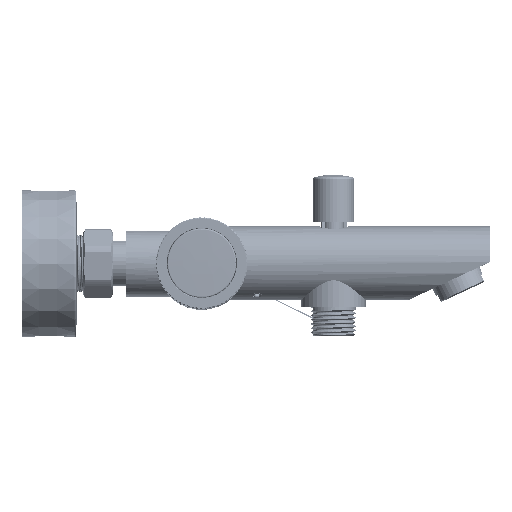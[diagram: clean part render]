
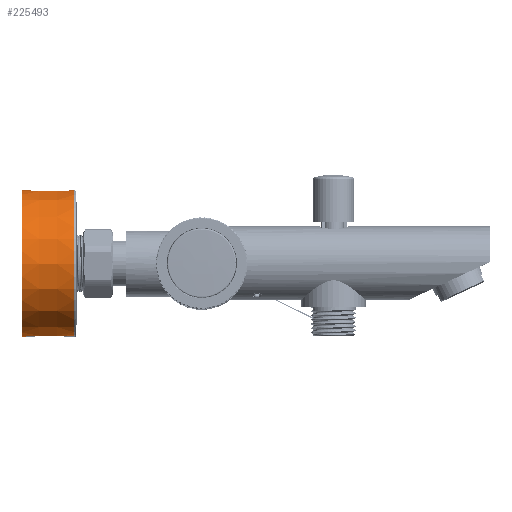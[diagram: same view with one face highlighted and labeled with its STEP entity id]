
A CAD part, top view. The second image highlights one B-rep face of the part: STEP entity #225493.
In plain terms, the highlighted conical face has half-angle 0.344 degrees and reference radius 33.75 mm.
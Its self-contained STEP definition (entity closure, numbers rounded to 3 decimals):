
#12960 = ORIENTED_EDGE ( 'NONE', *, *, #202726, .F. ) ;
#43761 = VERTEX_POINT ( 'NONE', #191938 ) ;
#68328 = CARTESIAN_POINT ( 'NONE',  ( -58.595, 0., 79.5 ) ) ;
#71887 = AXIS2_PLACEMENT_3D ( 'NONE', #68328, #87396, #230207 ) ;
#85163 = DIRECTION ( 'NONE',  ( 0., -0.351, 0.936 ) ) ;
#87396 = DIRECTION ( 'NONE',  ( -1., 0., 0. ) ) ;
#95030 = AXIS2_PLACEMENT_3D ( 'NONE', #188502, #226633, #85163 ) ;
#104647 = DIRECTION ( 'NONE',  ( -1., 0., 0. ) ) ;
#105551 = FACE_OUTER_BOUND ( 'NONE', #109490, .T. ) ;
#109490 = EDGE_LOOP ( 'NONE', ( #12960 ) ) ;
#127032 = VERTEX_POINT ( 'NONE', #234411 ) ;
#128318 = CIRCLE ( 'NONE', #71887, 33.606 ) ;
#141407 = EDGE_CURVE ( 'NONE', #127032, #127032, #128318, .T. ) ;
#147647 = FACE_BOUND ( 'NONE', #155943, .T. ) ;
#155943 = EDGE_LOOP ( 'NONE', ( #200244 ) ) ;
#168475 = CARTESIAN_POINT ( 'NONE',  ( -82.61, 0., 79.5 ) ) ;
#188502 = CARTESIAN_POINT ( 'NONE',  ( -82.61, 0., 79.5 ) ) ;
#191082 = CIRCLE ( 'NONE', #247595, 33.75 ) ;
#191938 = CARTESIAN_POINT ( 'NONE',  ( -82.61, -11.854, 111.1 ) ) ;
#200244 = ORIENTED_EDGE ( 'NONE', *, *, #141407, .T. ) ;
#202726 = EDGE_CURVE ( 'NONE', #43761, #43761, #191082, .T. ) ;
#225493 = ADVANCED_FACE ( 'NONE', ( #147647, #105551 ), #247053, .T. ) ;
#226633 = DIRECTION ( 'NONE',  ( -1., 0., 0. ) ) ;
#230207 = DIRECTION ( 'NONE',  ( 0., 0.351, -0.936 ) ) ;
#234411 = CARTESIAN_POINT ( 'NONE',  ( -58.595, 11.803, 48.035 ) ) ;
#247053 = CONICAL_SURFACE ( 'NONE', #95030, 33.75, 0.006 ) ;
#247595 = AXIS2_PLACEMENT_3D ( 'NONE', #168475, #104647, #251449 ) ;
#251449 = DIRECTION ( 'NONE',  ( 0., -0.351, 0.936 ) ) ;
